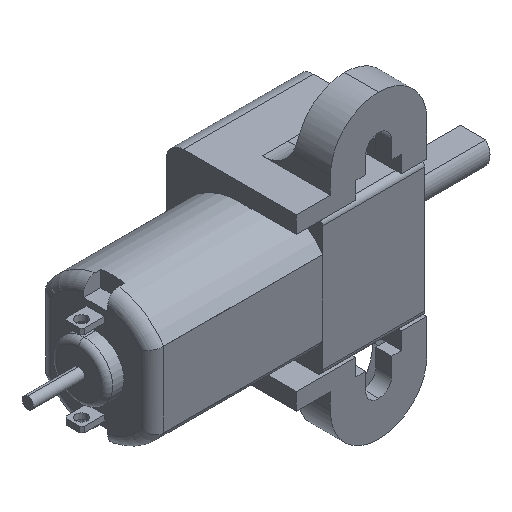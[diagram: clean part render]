
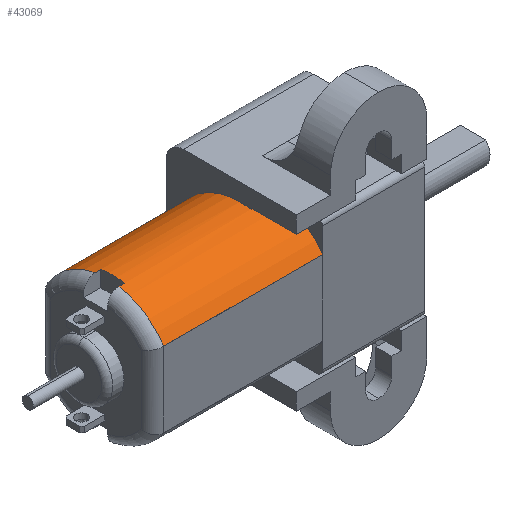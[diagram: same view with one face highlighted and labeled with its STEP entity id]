
A CAD part, isometric view. The second image highlights one B-rep face of the part: STEP entity #43069.
In plain terms, the highlighted cylindrical face has radius 6 mm (diameter 12 mm), a partial arc.
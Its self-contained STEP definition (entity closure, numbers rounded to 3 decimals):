
#158 = AXIS2_PLACEMENT_3D ( 'NONE', #40361, #28978, #14406 ) ;
#720 = EDGE_CURVE ( 'NONE', #2682, #13008, #24896, .T. ) ;
#2000 = CIRCLE ( 'NONE', #29306, 6. ) ;
#2423 = EDGE_CURVE ( 'NONE', #13008, #44185, #33944, .T. ) ;
#2533 = CYLINDRICAL_SURFACE ( 'NONE', #16192, 6. ) ;
#2564 = CIRCLE ( 'NONE', #44473, 6. ) ;
#2682 = VERTEX_POINT ( 'NONE', #28917 ) ;
#3107 = VECTOR ( 'NONE', #21183, 1000. ) ;
#3233 = DIRECTION ( 'NONE',  ( 1., 0., 0. ) ) ;
#3879 = DIRECTION ( 'NONE',  ( -1., 0., 0. ) ) ;
#6332 = DIRECTION ( 'NONE',  ( 1., 0., 0. ) ) ;
#6333 = VECTOR ( 'NONE', #3233, 1000. ) ;
#7034 = CARTESIAN_POINT ( 'NONE',  ( -15., 5., 3.317 ) ) ;
#7485 = VECTOR ( 'NONE', #3879, 1000. ) ;
#8792 = EDGE_CURVE ( 'NONE', #14808, #9051, #2000, .T. ) ;
#9034 = CARTESIAN_POINT ( 'NONE',  ( -13.5, 0., 0. ) ) ;
#9051 = VERTEX_POINT ( 'NONE', #33222 ) ;
#9525 = CARTESIAN_POINT ( 'NONE',  ( -14., 5., 3.317 ) ) ;
#10554 = ORIENTED_EDGE ( 'NONE', *, *, #2423, .T. ) ;
#10557 = LINE ( 'NONE', #7034, #6333 ) ;
#10597 = DIRECTION ( 'NONE',  ( 0., 0., -1. ) ) ;
#11500 = DIRECTION ( 'NONE',  ( 1., 0., 0. ) ) ;
#12491 = VERTEX_POINT ( 'NONE', #18330 ) ;
#13008 = VERTEX_POINT ( 'NONE', #44369 ) ;
#13940 = ORIENTED_EDGE ( 'NONE', *, *, #47627, .F. ) ;
#14406 = DIRECTION ( 'NONE',  ( 0., 0., 1. ) ) ;
#14640 = ORIENTED_EDGE ( 'NONE', *, *, #720, .T. ) ;
#14770 = VERTEX_POINT ( 'NONE', #32862 ) ;
#14808 = VERTEX_POINT ( 'NONE', #9525 ) ;
#16192 = AXIS2_PLACEMENT_3D ( 'NONE', #37767, #21958, #10597 ) ;
#16641 = VERTEX_POINT ( 'NONE', #43753 ) ;
#17290 = CARTESIAN_POINT ( 'NONE',  ( 0., -1., 5.916 ) ) ;
#18330 = CARTESIAN_POINT ( 'NONE',  ( -13.5, 1.05, 5.907 ) ) ;
#18739 = LINE ( 'NONE', #31001, #7485 ) ;
#19551 = LINE ( 'NONE', #22832, #47488 ) ;
#19577 = CARTESIAN_POINT ( 'NONE',  ( -13.5, -1.05, 5.907 ) ) ;
#20029 = ORIENTED_EDGE ( 'NONE', *, *, #46668, .T. ) ;
#20341 = ORIENTED_EDGE ( 'NONE', *, *, #24739, .F. ) ;
#21183 = DIRECTION ( 'NONE',  ( 1., 0., 0. ) ) ;
#21958 = DIRECTION ( 'NONE',  ( 1., 0., 0. ) ) ;
#22832 = CARTESIAN_POINT ( 'NONE',  ( -15., -1.05, 5.907 ) ) ;
#23072 = DIRECTION ( 'NONE',  ( 0., 0., -1. ) ) ;
#23526 = CARTESIAN_POINT ( 'NONE',  ( -14., -1.05, 5.907 ) ) ;
#24039 = ORIENTED_EDGE ( 'NONE', *, *, #39406, .F. ) ;
#24677 = ORIENTED_EDGE ( 'NONE', *, *, #8792, .T. ) ;
#24739 = EDGE_CURVE ( 'NONE', #44901, #12491, #48223, .T. ) ;
#24896 = LINE ( 'NONE', #31660, #47203 ) ;
#25264 = CARTESIAN_POINT ( 'NONE',  ( -14., 0., 0. ) ) ;
#25454 = CARTESIAN_POINT ( 'NONE',  ( -2.3, 0., 0. ) ) ;
#27347 = DIRECTION ( 'NONE',  ( 0., 0., -1. ) ) ;
#27491 = VERTEX_POINT ( 'NONE', #23526 ) ;
#27948 = AXIS2_PLACEMENT_3D ( 'NONE', #9034, #35164, #27347 ) ;
#28861 = EDGE_LOOP ( 'NONE', ( #38066, #24039, #24677, #13940, #20341, #38525, #20029, #14640, #10554, #34448 ) ) ;
#28917 = CARTESIAN_POINT ( 'NONE',  ( -14., -5., 3.317 ) ) ;
#28978 = DIRECTION ( 'NONE',  ( -1., 0., 0. ) ) ;
#29306 = AXIS2_PLACEMENT_3D ( 'NONE', #25264, #33285, #45240 ) ;
#30065 = EDGE_CURVE ( 'NONE', #16641, #44185, #48964, .T. ) ;
#31001 = CARTESIAN_POINT ( 'NONE',  ( -15., 1.05, 5.907 ) ) ;
#31660 = CARTESIAN_POINT ( 'NONE',  ( -15., -5., 3.317 ) ) ;
#32862 = CARTESIAN_POINT ( 'NONE',  ( -2.3, 5., 3.317 ) ) ;
#33222 = CARTESIAN_POINT ( 'NONE',  ( -14., 1.05, 5.907 ) ) ;
#33285 = DIRECTION ( 'NONE',  ( 1., 0., 0. ) ) ;
#33944 = CIRCLE ( 'NONE', #158, 6. ) ;
#34448 = ORIENTED_EDGE ( 'NONE', *, *, #30065, .F. ) ;
#35164 = DIRECTION ( 'NONE',  ( -1., 0., 0. ) ) ;
#36265 = CARTESIAN_POINT ( 'NONE',  ( -15., -1., 5.916 ) ) ;
#37027 = DIRECTION ( 'NONE',  ( 0., 0., 1. ) ) ;
#37681 = DIRECTION ( 'NONE',  ( 1., 0., 0. ) ) ;
#37767 = CARTESIAN_POINT ( 'NONE',  ( -15., 0., 0. ) ) ;
#38066 = ORIENTED_EDGE ( 'NONE', *, *, #42002, .F. ) ;
#38167 = CARTESIAN_POINT ( 'NONE',  ( -14., 0., 0. ) ) ;
#38525 = ORIENTED_EDGE ( 'NONE', *, *, #39880, .F. ) ;
#39277 = DIRECTION ( 'NONE',  ( 1., 0., 0. ) ) ;
#39406 = EDGE_CURVE ( 'NONE', #14808, #14770, #10557, .T. ) ;
#39880 = EDGE_CURVE ( 'NONE', #27491, #44901, #19551, .T. ) ;
#40361 = CARTESIAN_POINT ( 'NONE',  ( 0., 0., 0. ) ) ;
#42002 = EDGE_CURVE ( 'NONE', #14770, #16641, #2564, .T. ) ;
#42833 = CIRCLE ( 'NONE', #44460, 6. ) ;
#43069 = ADVANCED_FACE ( 'NONE', ( #45918 ), #2533, .T. ) ;
#43753 = CARTESIAN_POINT ( 'NONE',  ( -2.3, -1., 5.916 ) ) ;
#44185 = VERTEX_POINT ( 'NONE', #17290 ) ;
#44369 = CARTESIAN_POINT ( 'NONE',  ( 0., -5., 3.317 ) ) ;
#44460 = AXIS2_PLACEMENT_3D ( 'NONE', #38167, #11500, #23072 ) ;
#44473 = AXIS2_PLACEMENT_3D ( 'NONE', #25454, #6332, #37027 ) ;
#44901 = VERTEX_POINT ( 'NONE', #19577 ) ;
#45240 = DIRECTION ( 'NONE',  ( 0., 0., -1. ) ) ;
#45918 = FACE_OUTER_BOUND ( 'NONE', #28861, .T. ) ;
#46668 = EDGE_CURVE ( 'NONE', #27491, #2682, #42833, .T. ) ;
#47203 = VECTOR ( 'NONE', #39277, 1000. ) ;
#47488 = VECTOR ( 'NONE', #37681, 1000. ) ;
#47627 = EDGE_CURVE ( 'NONE', #12491, #9051, #18739, .T. ) ;
#48223 = CIRCLE ( 'NONE', #27948, 6. ) ;
#48964 = LINE ( 'NONE', #36265, #3107 ) ;
